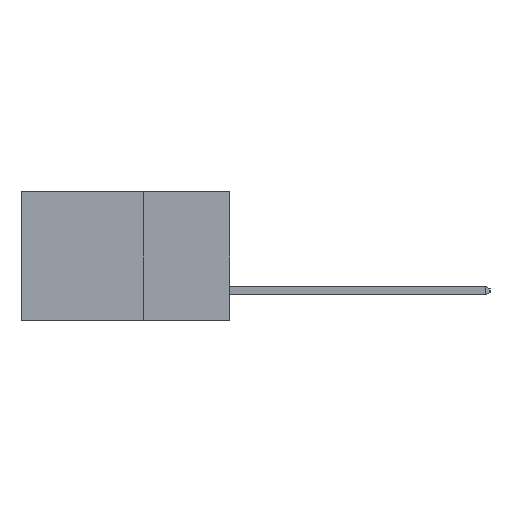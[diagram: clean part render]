
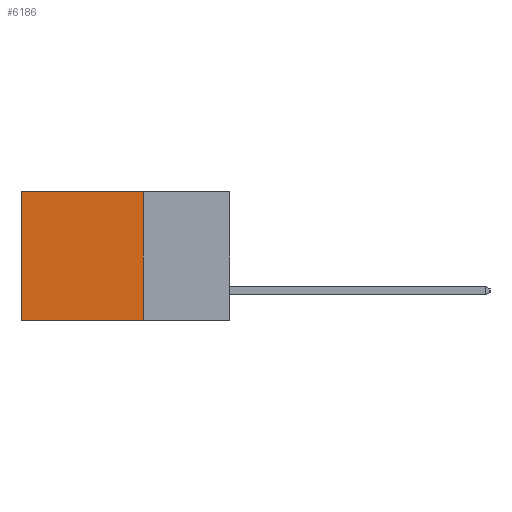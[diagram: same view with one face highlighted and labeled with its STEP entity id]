
A CAD part, left-side view. The second image highlights one B-rep face of the part: STEP entity #6186.
In plain terms, the highlighted planar face has unit normal (-1, 0, 0).
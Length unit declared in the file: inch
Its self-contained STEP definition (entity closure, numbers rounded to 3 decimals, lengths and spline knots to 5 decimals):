
#83 = DIRECTION ( 'NONE',  ( 1., 0., 0. ) ) ;
#741 = ORIENTED_EDGE ( 'NONE', *, *, #5550, .T. ) ;
#861 = LINE ( 'NONE', #10381, #4430 ) ;
#1215 = CARTESIAN_POINT ( 'NONE',  ( 0.2615, 0.25, -0.37 ) ) ;
#1411 = EDGE_CURVE ( 'NONE', #5921, #4686, #2777, .T. ) ;
#1799 = ORIENTED_EDGE ( 'NONE', *, *, #7311, .T. ) ;
#2777 = LINE ( 'NONE', #7282, #14071 ) ;
#2819 = CARTESIAN_POINT ( 'NONE',  ( 0.2615, 0.25, 0. ) ) ;
#3326 = CARTESIAN_POINT ( 'NONE',  ( 0.2615, 0.25, -0.37 ) ) ;
#4430 = VECTOR ( 'NONE', #4907, 39.37008 ) ;
#4565 = LINE ( 'NONE', #1215, #11923 ) ;
#4599 = CARTESIAN_POINT ( 'NONE',  ( 0.2615, 0.6, 0. ) ) ;
#4686 = VERTEX_POINT ( 'NONE', #9816 ) ;
#4733 = CARTESIAN_POINT ( 'NONE',  ( 0.2615, 0.25, 0. ) ) ;
#4907 = DIRECTION ( 'NONE',  ( 0., 0., -1. ) ) ;
#5539 = DIRECTION ( 'NONE',  ( 0., 0., -1. ) ) ;
#5550 = EDGE_CURVE ( 'NONE', #10187, #13276, #861, .T. ) ;
#5921 = VERTEX_POINT ( 'NONE', #4733 ) ;
#6186 = ADVANCED_FACE ( 'NONE', ( #7334 ), #7534, .F. ) ;
#6483 = CARTESIAN_POINT ( 'NONE',  ( 0.2615, 0.6, -0.37 ) ) ;
#6676 = DIRECTION ( 'NONE',  ( 0., 1., 0. ) ) ;
#7282 = CARTESIAN_POINT ( 'NONE',  ( 0.2615, 0.25, -0.37 ) ) ;
#7311 = EDGE_CURVE ( 'NONE', #5921, #10187, #13633, .T. ) ;
#7334 = FACE_OUTER_BOUND ( 'NONE', #8954, .T. ) ;
#7534 = PLANE ( 'NONE',  #8379 ) ;
#8183 = ORIENTED_EDGE ( 'NONE', *, *, #13396, .F. ) ;
#8379 = AXIS2_PLACEMENT_3D ( 'NONE', #3326, #83, #5539 ) ;
#8954 = EDGE_LOOP ( 'NONE', ( #741, #8183, #12622, #1799 ) ) ;
#9816 = CARTESIAN_POINT ( 'NONE',  ( 0.2615, 0.25, -0.37 ) ) ;
#10040 = VECTOR ( 'NONE', #12736, 39.37008 ) ;
#10187 = VERTEX_POINT ( 'NONE', #4599 ) ;
#10381 = CARTESIAN_POINT ( 'NONE',  ( 0.2615, 0.6, -0.37 ) ) ;
#11923 = VECTOR ( 'NONE', #6676, 39.37008 ) ;
#12622 = ORIENTED_EDGE ( 'NONE', *, *, #1411, .F. ) ;
#12736 = DIRECTION ( 'NONE',  ( 0., 1., 0. ) ) ;
#13276 = VERTEX_POINT ( 'NONE', #6483 ) ;
#13396 = EDGE_CURVE ( 'NONE', #4686, #13276, #4565, .T. ) ;
#13633 = LINE ( 'NONE', #2819, #10040 ) ;
#13891 = DIRECTION ( 'NONE',  ( 0., 0., -1. ) ) ;
#14071 = VECTOR ( 'NONE', #13891, 39.37008 ) ;
